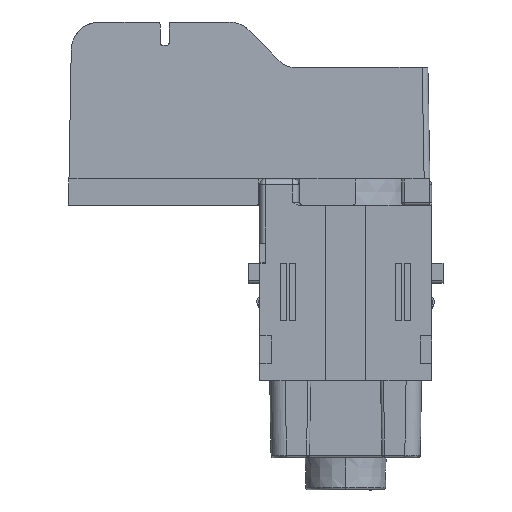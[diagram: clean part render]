
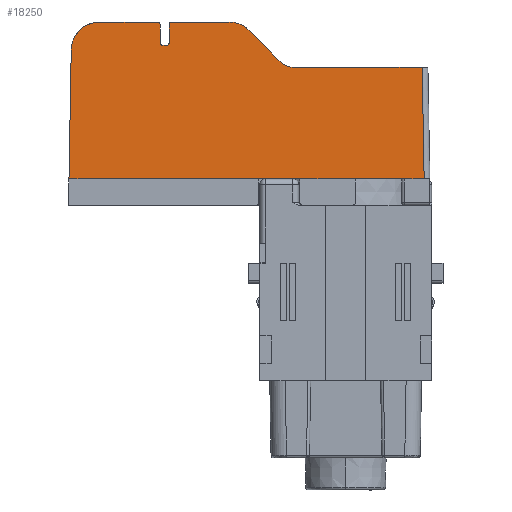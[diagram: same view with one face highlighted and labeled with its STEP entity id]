
A CAD part, left-side view. The second image highlights one B-rep face of the part: STEP entity #18250.
In plain terms, the highlighted face is planar.
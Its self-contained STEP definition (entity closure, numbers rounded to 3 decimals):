
#2590=CARTESIAN_POINT('',(129.069,26.64,
11.5));
#2600=VERTEX_POINT('',#2590);
#2630=CARTESIAN_POINT('',(129.069,50.92,
11.5));
#2640=DIRECTION('',(0.,-1.,0.));
#2650=VECTOR('',#2640,1.);
#2660=LINE('',#2630,#2650);
#2670=CARTESIAN_POINT('',(129.069,49.157,
11.5));
#2680=VERTEX_POINT('',#2670);
#2690=EDGE_CURVE('',#2680,#2600,#2660,.T.);
#11890=CARTESIAN_POINT('',(129.054,51.279,
10.621));
#11900=VERTEX_POINT('',#11890);
#11930=CARTESIAN_POINT('',(129.41,30.9,
31.));
#11940=DIRECTION('',(-0.012,0.707,
-0.707));
#11950=VECTOR('',#11940,1.);
#11960=LINE('',#11930,#11950);
#11970=CARTESIAN_POINT('',(128.957,56.836,
5.064));
#11980=VERTEX_POINT('',#11970);
#11990=EDGE_CURVE('',#11900,#11980,#11960,.T.);
#13860=CARTESIAN_POINT('',(129.41,55.2,
31.));
#13870=VERTEX_POINT('',#13860);
#13900=CARTESIAN_POINT('',(129.41,50.92,
31.));
#13910=DIRECTION('',(0.,-1.,0.));
#13920=VECTOR('',#13910,1.);
#13930=LINE('',#13900,#13920);
#13940=CARTESIAN_POINT('',(129.41,48.,
31.));
#13950=VERTEX_POINT('',#13940);
#13960=EDGE_CURVE('',#13870,#13950,#13930,.T.);
#14370=CARTESIAN_POINT('',(129.41,38.3,
31.));
#14380=VERTEX_POINT('',#14370);
#14410=CARTESIAN_POINT('',(129.41,50.92,
31.));
#14420=DIRECTION('',(0.,1.,0.));
#14430=VECTOR('',#14420,1.);
#14440=LINE('',#14410,#14430);
#14450=CARTESIAN_POINT('',(129.41,26.3,
31.));
#14460=VERTEX_POINT('',#14450);
#14470=EDGE_CURVE('',#14460,#14380,#14440,.T.);
#16910=CARTESIAN_POINT('',(129.41,50.92,
31.));
#16920=DIRECTION('',(1.,0.,
-0.017));
#16930=DIRECTION('',(0.,1.,0.));
#16940=AXIS2_PLACEMENT_3D('',#16910,#16920,#16930);
#16950=PLANE('',#16940);
#16960=ORIENTED_EDGE('',*,*,#14470,.F.);
#16970=CARTESIAN_POINT('',(129.41,50.92,
31.));
#16980=DIRECTION('',(0.,-1.,0.));
#16990=VECTOR('',#16980,1.);
#17000=LINE('',#16970,#16990);
#17010=EDGE_CURVE('',#13950,#14380,#17000,.T.);
#17020=ORIENTED_EDGE('',*,*,#17010,.T.);
#17030=ORIENTED_EDGE('',*,*,#13960,.T.);
#17040=CARTESIAN_POINT('',(129.41,88.3,31.));
#17050=VERTEX_POINT('',#17040);
#17060=EDGE_CURVE('',#17050,#13870,#13930,.T.);
#17070=ORIENTED_EDGE('',*,*,#17060,.T.);
#17080=CARTESIAN_POINT('',(129.41,88.3,
31.));
#17090=DIRECTION('',(0.017,0.017,
1.));
#17100=VECTOR('',#17090,1.);
#17110=LINE('',#17080,#17100);
#17120=CARTESIAN_POINT('',(129.017,87.907,
8.513));
#17130=VERTEX_POINT('',#17120);
#17140=EDGE_CURVE('',#17130,#17050,#17110,.T.);
#17150=ORIENTED_EDGE('',*,*,#17140,.T.);
#17160=CARTESIAN_POINT('',(129.019,82.908,
8.6));
#17170=DIRECTION('',(1.,0.,
-0.017));
#17180=DIRECTION('',(0.017,0.,
1.));
#17190=AXIS2_PLACEMENT_3D('',#17160,#17170,#17180);
#17200=ELLIPSE('',#17190,5.001,5.);
#17210=CARTESIAN_POINT('',(128.932,82.908,
3.6));
#17220=VERTEX_POINT('',#17210);
#17230=EDGE_CURVE('',#17220,#17130,#17200,.T.);
#17240=ORIENTED_EDGE('',*,*,#17230,.T.);
#17250=CARTESIAN_POINT('',(128.932,50.92,
3.6));
#17260=DIRECTION('',(0.,1.,0.));
#17270=VECTOR('',#17260,1.);
#17280=LINE('',#17250,#17270);
#17290=CARTESIAN_POINT('',(128.932,72.9,
3.6));
#17300=VERTEX_POINT('',#17290);
#17310=EDGE_CURVE('',#17300,#17220,#17280,.T.);
#17320=ORIENTED_EDGE('',*,*,#17310,.T.);
#17330=CARTESIAN_POINT('',(128.94,72.9,
4.1));
#17340=DIRECTION('',(1.,0.,
-0.017));
#17350=DIRECTION('',(0.017,0.,
1.));
#17360=AXIS2_PLACEMENT_3D('',#17330,#17340,#17350);
#17370=ELLIPSE('',#17360,0.5,0.5);
#17380=CARTESIAN_POINT('',(128.94,72.4,
4.1));
#17390=VERTEX_POINT('',#17380);
#17400=EDGE_CURVE('',#17390,#17300,#17370,.T.);
#17410=ORIENTED_EDGE('',*,*,#17400,.T.);
#17420=CARTESIAN_POINT('',(129.41,72.4,
31.));
#17430=DIRECTION('',(-0.017,0.,
-1.));
#17440=VECTOR('',#17430,1.);
#17450=LINE('',#17420,#17440);
#17460=CARTESIAN_POINT('',(128.994,72.4,
7.2));
#17470=VERTEX_POINT('',#17460);
#17480=EDGE_CURVE('',#17470,#17390,#17450,.T.);
#17490=ORIENTED_EDGE('',*,*,#17480,.T.);
#17500=CARTESIAN_POINT('',(128.994,71.9,
7.2));
#17510=DIRECTION('',(1.,0.,
-0.017));
#17520=DIRECTION('',(0.017,0.,
1.));
#17530=AXIS2_PLACEMENT_3D('',#17500,#17510,#17520);
#17540=ELLIPSE('',#17530,0.5,0.5);
#17550=CARTESIAN_POINT('',(129.003,71.9,
7.7));
#17560=VERTEX_POINT('',#17550);
#17570=EDGE_CURVE('',#17470,#17560,#17540,.T.);
#17580=ORIENTED_EDGE('',*,*,#17570,.F.);
#17590=CARTESIAN_POINT('',(129.003,50.92,
7.7));
#17600=DIRECTION('',(0.,1.,0.));
#17610=VECTOR('',#17600,1.);
#17620=LINE('',#17590,#17610);
#17630=CARTESIAN_POINT('',(129.003,71.3,
7.7));
#17640=VERTEX_POINT('',#17630);
#17650=EDGE_CURVE('',#17640,#17560,#17620,.T.);
#17660=ORIENTED_EDGE('',*,*,#17650,.T.);
#17670=CARTESIAN_POINT('',(128.994,71.3,
7.2));
#17680=DIRECTION('',(1.,0.,
-0.017));
#17690=DIRECTION('',(0.017,0.,
1.));
#17700=AXIS2_PLACEMENT_3D('',#17670,#17680,#17690);
#17710=ELLIPSE('',#17700,0.5,0.5);
#17720=CARTESIAN_POINT('',(128.994,70.8,
7.2));
#17730=VERTEX_POINT('',#17720);
#17740=EDGE_CURVE('',#17640,#17730,#17710,.T.);
#17750=ORIENTED_EDGE('',*,*,#17740,.F.);
#17760=CARTESIAN_POINT('',(129.41,70.8,
31.));
#17770=DIRECTION('',(0.017,0.,
1.));
#17780=VECTOR('',#17770,1.);
#17790=LINE('',#17760,#17780);
#17800=CARTESIAN_POINT('',(128.94,70.8,
4.1));
#17810=VERTEX_POINT('',#17800);
#17820=EDGE_CURVE('',#17810,#17730,#17790,.T.);
#17830=ORIENTED_EDGE('',*,*,#17820,.T.);
#17840=CARTESIAN_POINT('',(128.94,70.3,
4.1));
#17850=DIRECTION('',(1.,0.,
-0.017));
#17860=DIRECTION('',(0.017,0.,
1.));
#17870=AXIS2_PLACEMENT_3D('',#17840,#17850,#17860);
#17880=ELLIPSE('',#17870,0.5,0.5);
#17890=CARTESIAN_POINT('',(128.932,70.3,
3.6));
#17900=VERTEX_POINT('',#17890);
#17910=EDGE_CURVE('',#17900,#17810,#17880,.T.);
#17920=ORIENTED_EDGE('',*,*,#17910,.T.);
#17930=CARTESIAN_POINT('',(128.932,50.92,
3.6));
#17940=DIRECTION('',(0.,1.,0.));
#17950=VECTOR('',#17940,1.);
#17960=LINE('',#17930,#17950);
#17970=CARTESIAN_POINT('',(128.932,60.371,
3.6));
#17980=VERTEX_POINT('',#17970);
#17990=EDGE_CURVE('',#17980,#17900,#17960,.T.);
#18000=ORIENTED_EDGE('',*,*,#17990,.T.);
#18010=CARTESIAN_POINT('',(129.019,60.371,
8.6));
#18020=DIRECTION('',(1.,0.,
-0.017));
#18030=DIRECTION('',(0.017,0.,
1.));
#18040=AXIS2_PLACEMENT_3D('',#18010,#18020,#18030);
#18050=ELLIPSE('',#18040,5.001,5.);
#18060=EDGE_CURVE('',#11980,#17980,#18050,.T.);
#18070=ORIENTED_EDGE('',*,*,#18060,.T.);
#18080=ORIENTED_EDGE('',*,*,#11990,.T.);
#18090=CARTESIAN_POINT('',(129.017,49.157,
8.5));
#18100=DIRECTION('',(1.,0.,
-0.017));
#18110=DIRECTION('',(0.017,0.,
1.));
#18120=AXIS2_PLACEMENT_3D('',#18090,#18100,#18110);
#18130=ELLIPSE('',#18120,3.,3.);
#18140=EDGE_CURVE('',#11900,#2680,#18130,.T.);
#18150=ORIENTED_EDGE('',*,*,#18140,.F.);
#18160=ORIENTED_EDGE('',*,*,#2690,.F.);
#18170=CARTESIAN_POINT('',(129.409,26.3,
30.983));
#18180=DIRECTION('',(-0.017,0.017,
-1.));
#18190=VECTOR('',#18180,1.);
#18200=LINE('',#18170,#18190);
#18210=EDGE_CURVE('',#14460,#2600,#18200,.T.);
#18220=ORIENTED_EDGE('',*,*,#18210,.T.);
#18230=EDGE_LOOP('',(#18220,#18160,#18150,#18080,#18070,#18000,#17920,
#17830,#17750,#17660,#17580,#17490,#17410,#17320,#17240,#17150,#17070,
#17030,#17020,#16960));
#18240=FACE_OUTER_BOUND('',#18230,.T.);
#18250=ADVANCED_FACE('',(#18240),#16950,.T.);
